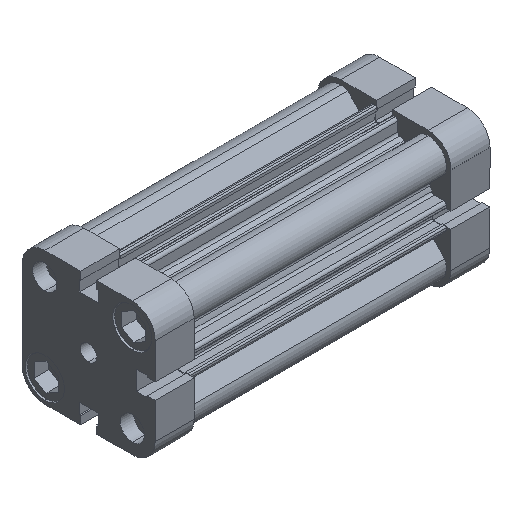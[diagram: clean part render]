
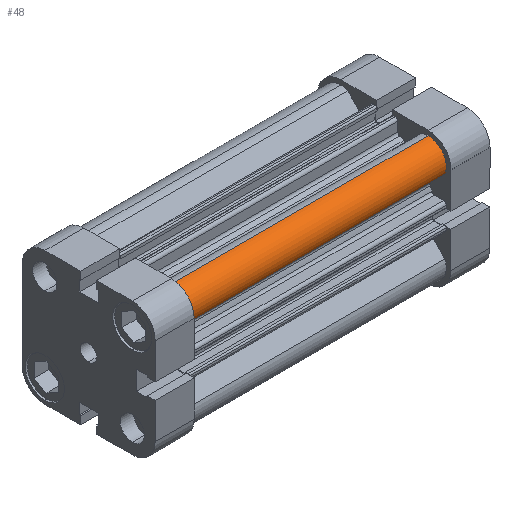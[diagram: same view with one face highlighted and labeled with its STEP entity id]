
A CAD part, isometric view. The second image highlights one B-rep face of the part: STEP entity #48.
In plain terms, the highlighted cylindrical face has radius 6.75 mm (diameter 13.5 mm), a partial arc.
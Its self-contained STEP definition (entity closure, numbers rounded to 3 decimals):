
#48 = ADVANCED_FACE ( 'NONE', ( #1604 ), #1607, .T. ) ;
#855 = EDGE_LOOP ( 'NONE', ( #1709, #1679, #1748, #1684 ) ) ;
#1604 = FACE_OUTER_BOUND ( 'NONE', #855, .T. ) ;
#1607 = CYLINDRICAL_SURFACE ( 'NONE', #9827, 6.75 ) ;
#1679 = ORIENTED_EDGE ( 'NONE', *, *, #9445, .T. ) ;
#1684 = ORIENTED_EDGE ( 'NONE', *, *, #9447, .F. ) ;
#1709 = ORIENTED_EDGE ( 'NONE', *, *, #9446, .F. ) ;
#1748 = ORIENTED_EDGE ( 'NONE', *, *, #9436, .T. ) ;
#2730 = DIRECTION ( 'NONE',  ( -1., 0., 0. ) ) ;
#2788 = CARTESIAN_POINT ( 'NONE',  ( -16.25, -16.25, 95.5 ) ) ;
#3065 = DIRECTION ( 'NONE',  ( 0., 0., -1. ) ) ;
#3444 = VERTEX_POINT ( 'NONE', #7114 ) ;
#3459 = VERTEX_POINT ( 'NONE', #7127 ) ;
#3464 = VERTEX_POINT ( 'NONE', #7132 ) ;
#3488 = VERTEX_POINT ( 'NONE', #7156 ) ;
#7114 = CARTESIAN_POINT ( 'NONE',  ( -23., -16.25, 0. ) ) ;
#7127 = CARTESIAN_POINT ( 'NONE',  ( -13.633, -22.472, 95.5 ) ) ;
#7132 = CARTESIAN_POINT ( 'NONE',  ( -13.633, -22.472, 0. ) ) ;
#7156 = CARTESIAN_POINT ( 'NONE',  ( -23., -16.25, 95.5 ) ) ;
#8101 = CARTESIAN_POINT ( 'NONE',  ( -16.25, -16.25, 0. ) ) ;
#8102 = DIRECTION ( 'NONE',  ( 0., 0., 1. ) ) ;
#8103 = DIRECTION ( 'NONE',  ( -1., 0., 0. ) ) ;
#8121 = CARTESIAN_POINT ( 'NONE',  ( -16.25, -16.25, 95.5 ) ) ;
#8123 = CARTESIAN_POINT ( 'NONE',  ( -23., -16.25, 95.5 ) ) ;
#8124 = DIRECTION ( 'NONE',  ( 0., 0., -1. ) ) ;
#8125 = DIRECTION ( 'NONE',  ( 0., 0., 1. ) ) ;
#8126 = DIRECTION ( 'NONE',  ( -1., 0., 0. ) ) ;
#8128 = CARTESIAN_POINT ( 'NONE',  ( -13.633, -22.472, 95.5 ) ) ;
#8129 = DIRECTION ( 'NONE',  ( 0., 0., -1. ) ) ;
#8511 = CIRCLE ( 'NONE', #10281, 6.75 ) ;
#8518 = LINE ( 'NONE', #8128, #8519 ) ;
#8519 = VECTOR ( 'NONE', #8129, 1000. ) ;
#8524 = LINE ( 'NONE', #8123, #8525 ) ;
#8525 = VECTOR ( 'NONE', #8124, 1000. ) ;
#8527 = CIRCLE ( 'NONE', #10285, 6.75 ) ;
#9436 = EDGE_CURVE ( 'NONE', #3444, #3464, #8511, .T. ) ;
#9445 = EDGE_CURVE ( 'NONE', #3488, #3444, #8524, .T. ) ;
#9446 = EDGE_CURVE ( 'NONE', #3488, #3459, #8527, .T. ) ;
#9447 = EDGE_CURVE ( 'NONE', #3459, #3464, #8518, .T. ) ;
#9827 = AXIS2_PLACEMENT_3D ( 'NONE', #2788, #3065, #2730 ) ;
#10281 = AXIS2_PLACEMENT_3D ( 'NONE', #8101, #8102, #8103 ) ;
#10285 = AXIS2_PLACEMENT_3D ( 'NONE', #8121, #8125, #8126 ) ;
